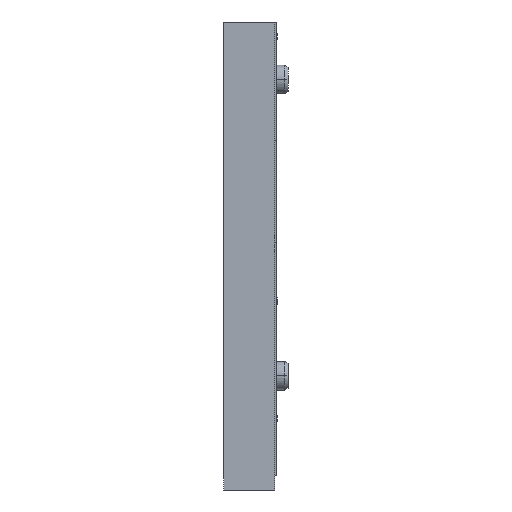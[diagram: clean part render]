
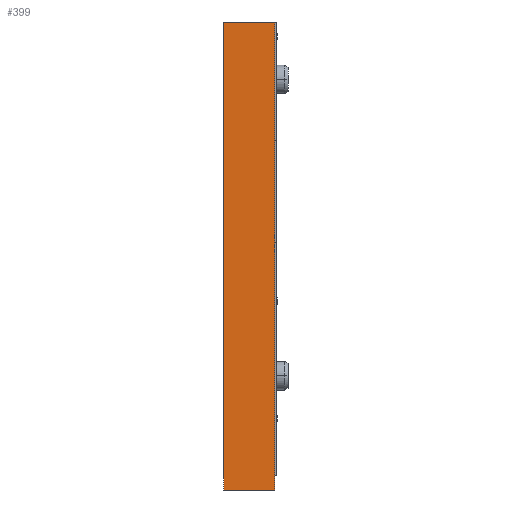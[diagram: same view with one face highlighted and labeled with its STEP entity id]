
A CAD part, left-side view. The second image highlights one B-rep face of the part: STEP entity #399.
In plain terms, the highlighted planar face has unit normal (-1, 0, 0).
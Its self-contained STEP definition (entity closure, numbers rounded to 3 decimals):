
#399=ADVANCED_FACE('',(#1270),#1271,.T.);
#1270=FACE_OUTER_BOUND('',#2258,.T.);
#1271=PLANE('',#2259);
#2258=EDGE_LOOP('',(#5808,#5809,#5810,#5811));
#2259=AXIS2_PLACEMENT_3D('',#5812,#5813,#5814);
#5808=ORIENTED_EDGE('',*,*,#7183,.F.);
#5809=ORIENTED_EDGE('',*,*,#7035,.F.);
#5810=ORIENTED_EDGE('',*,*,#7011,.T.);
#5811=ORIENTED_EDGE('',*,*,#6983,.T.);
#5812=CARTESIAN_POINT('',(-28.9,1.2,-32.1));
#5813=DIRECTION('',(-1.0,0.0,0.0));
#5814=DIRECTION('',(0.0,0.0,1.0));
#6983=EDGE_CURVE('',#8628,#8626,#8629,.T.);
#7011=EDGE_CURVE('',#8678,#8628,#8679,.T.);
#7035=EDGE_CURVE('',#8678,#8724,#8725,.T.);
#7183=EDGE_CURVE('',#8724,#8626,#8960,.T.);
#8626=VERTEX_POINT('',#11178);
#8628=VERTEX_POINT('',#11181);
#8629=LINE('',#11182,#11183);
#8678=VERTEX_POINT('',#11259);
#8679=LINE('',#11260,#11261);
#8724=VERTEX_POINT('',#11329);
#8725=LINE('',#11330,#11331);
#8960=LINE('',#11710,#11711);
#11178=CARTESIAN_POINT('',(-28.9,2.4,0.0));
#11181=CARTESIAN_POINT('',(-28.9,-1.1,0.0));
#11182=CARTESIAN_POINT('',(-28.9,-1.1,0.0));
#11183=VECTOR('',#14340,3.5);
#11259=CARTESIAN_POINT('',(-28.9,-1.1,-32.1));
#11260=CARTESIAN_POINT('',(-28.9,-1.1,-32.1));
#11261=VECTOR('',#14368,32.1);
#11329=CARTESIAN_POINT('',(-28.9,2.4,-32.1));
#11330=CARTESIAN_POINT('',(-28.9,-1.1,-32.1));
#11331=VECTOR('',#14392,3.5);
#11710=CARTESIAN_POINT('',(-28.9,2.4,-32.1));
#11711=VECTOR('',#14546,32.1);
#14340=DIRECTION('',(0.0,1.0,0.0));
#14368=DIRECTION('',(0.0,0.0,1.0));
#14392=DIRECTION('',(0.0,1.0,0.0));
#14546=DIRECTION('',(0.0,0.0,1.0));
